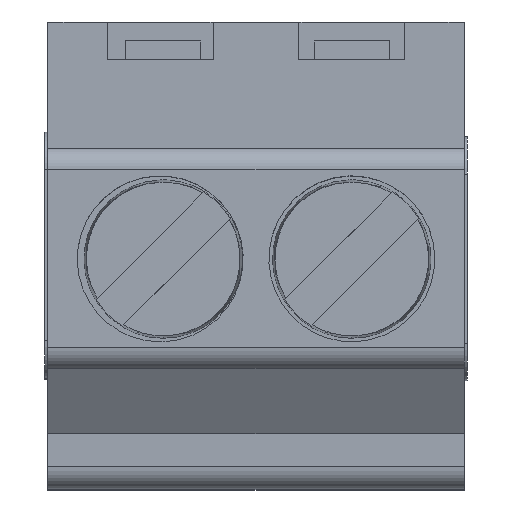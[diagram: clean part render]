
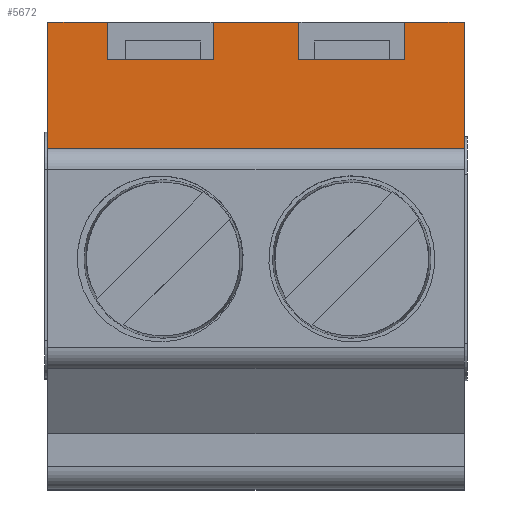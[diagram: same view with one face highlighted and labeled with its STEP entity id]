
A CAD part, top view. The second image highlights one B-rep face of the part: STEP entity #5672.
In plain terms, the highlighted planar face has unit normal (0, 0.951, 0.309).
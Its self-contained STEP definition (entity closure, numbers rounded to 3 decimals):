
#5672=ADVANCED_FACE('',(#13118),#13119,.F.);
#6548=VERTEX_POINT('',#14265);
#6552=VERTEX_POINT('',#14269);
#6554=EDGE_CURVE('',#6552,#6548,#14271,.T.);
#6652=VERTEX_POINT('',#14369);
#6656=VERTEX_POINT('',#14373);
#6658=EDGE_CURVE('',#6652,#6656,#14375,.T.);
#6950=VERTEX_POINT('',#14667);
#6952=EDGE_CURVE('',#6652,#6950,#14669,.T.);
#6974=VERTEX_POINT('',#14691);
#6978=EDGE_CURVE('',#6950,#6974,#14695,.T.);
#7008=VERTEX_POINT('',#14725);
#7012=VERTEX_POINT('',#14729);
#7014=EDGE_CURVE('',#7008,#7012,#14731,.T.);
#7028=VERTEX_POINT('',#14745);
#7030=EDGE_CURVE('',#7008,#7028,#14747,.T.);
#7206=VERTEX_POINT('',#14923);
#7210=EDGE_CURVE('',#7028,#7206,#14927,.T.);
#7638=EDGE_CURVE('',#6974,#7012,#15355,.T.);
#7640=EDGE_CURVE('',#6548,#6656,#15357,.T.);
#7642=VERTEX_POINT('',#15359);
#7646=EDGE_CURVE('',#7206,#7642,#15363,.T.);
#9220=VERTEX_POINT('',#16937);
#9222=EDGE_CURVE('',#7642,#9220,#16939,.T.);
#9224=EDGE_CURVE('',#6552,#9220,#16941,.T.);
#13118=FACE_OUTER_BOUND('',#21595,.T.);
#13119=PLANE('',#21596);
#14265=CARTESIAN_POINT('',(5.48,6.2,3.114));
#14269=CARTESIAN_POINT('',(5.48,4.517,8.293));
#14271=LINE('',#24013,#24014);
#14369=CARTESIAN_POINT('',(4.69,5.7,4.653));
#14373=CARTESIAN_POINT('',(4.69,6.2,3.114));
#14375=LINE('',#24195,#24196);
#14667=CARTESIAN_POINT('',(3.29,5.7,4.653));
#14669=LINE('',#24817,#24818);
#14691=CARTESIAN_POINT('',(3.29,6.2,3.114));
#14695=LINE('',#24861,#24862);
#14725=CARTESIAN_POINT('',(2.15,5.7,4.653));
#14729=CARTESIAN_POINT('',(2.15,6.2,3.114));
#14731=LINE('',#24917,#24918);
#14745=CARTESIAN_POINT('',(0.75,5.7,4.653));
#14747=LINE('',#24943,#24944);
#14923=CARTESIAN_POINT('',(0.75,6.2,3.114));
#14927=LINE('',#25322,#25323);
#15355=LINE('',#26008,#26009);
#15357=LINE('',#26012,#26013);
#15359=CARTESIAN_POINT('',(-0.04,6.2,3.114));
#15363=LINE('',#26022,#26023);
#16937=CARTESIAN_POINT('',(-0.04,4.517,8.293));
#16939=LINE('',#28549,#28550);
#16941=LINE('',#28553,#28554);
#21595=EDGE_LOOP('',(#35228,#35229,#35230,#35231,#35232,#35233,#35234,#35235,#35236,#35237,#35238,#35239));
#21596=AXIS2_PLACEMENT_3D('',#35240,#35241,#35242);
#24013=CARTESIAN_POINT('',(5.48,4.517,8.293));
#24014=VECTOR('',#37571,1.0);
#24195=CARTESIAN_POINT('',(4.69,5.7,4.653));
#24196=VECTOR('',#37615,1.0);
#24817=CARTESIAN_POINT('',(3.99,5.7,4.653));
#24818=VECTOR('',#37725,1.0);
#24861=CARTESIAN_POINT('',(3.29,5.7,4.653));
#24862=VECTOR('',#37734,1.0);
#24917=CARTESIAN_POINT('',(2.15,5.7,4.653));
#24918=VECTOR('',#37749,1.0);
#24943=CARTESIAN_POINT('',(1.45,5.7,4.653));
#24944=VECTOR('',#37754,1.0);
#25322=CARTESIAN_POINT('',(0.75,5.7,4.653));
#25323=VECTOR('',#37811,1.0);
#26008=CARTESIAN_POINT('',(3.29,6.2,3.114));
#26009=VECTOR('',#37921,1.0);
#26012=CARTESIAN_POINT('',(5.48,6.2,3.114));
#26013=VECTOR('',#37922,1.0);
#26022=CARTESIAN_POINT('',(0.75,6.2,3.114));
#26023=VECTOR('',#37924,1.0);
#28549=CARTESIAN_POINT('',(-0.04,6.2,3.114));
#28550=VECTOR('',#38422,1.0);
#28553=CARTESIAN_POINT('',(5.48,4.517,8.293));
#28554=VECTOR('',#38423,1.0);
#35228=ORIENTED_EDGE('',*,*,#9222,.T.);
#35229=ORIENTED_EDGE('',*,*,#9224,.F.);
#35230=ORIENTED_EDGE('',*,*,#6554,.T.);
#35231=ORIENTED_EDGE('',*,*,#7640,.T.);
#35232=ORIENTED_EDGE('',*,*,#6658,.F.);
#35233=ORIENTED_EDGE('',*,*,#6952,.T.);
#35234=ORIENTED_EDGE('',*,*,#6978,.T.);
#35235=ORIENTED_EDGE('',*,*,#7638,.T.);
#35236=ORIENTED_EDGE('',*,*,#7014,.F.);
#35237=ORIENTED_EDGE('',*,*,#7030,.T.);
#35238=ORIENTED_EDGE('',*,*,#7210,.T.);
#35239=ORIENTED_EDGE('',*,*,#7646,.T.);
#35240=CARTESIAN_POINT('',(1.487,6.242,2.985));
#35241=DIRECTION('',(0.0,-0.951,-0.309));
#35242=DIRECTION('',(0.0,0.309,-0.951));
#37571=DIRECTION('',(0.0,0.309,-0.951));
#37615=DIRECTION('',(0.0,0.309,-0.951));
#37725=DIRECTION('',(-1.0,0.0,0.0));
#37734=DIRECTION('',(0.0,0.309,-0.951));
#37749=DIRECTION('',(0.0,0.309,-0.951));
#37754=DIRECTION('',(-1.0,0.0,0.0));
#37811=DIRECTION('',(0.0,0.309,-0.951));
#37921=DIRECTION('',(-1.0,0.0,0.0));
#37922=DIRECTION('',(-1.0,0.0,0.0));
#37924=DIRECTION('',(-1.0,0.0,0.0));
#38422=DIRECTION('',(0.0,-0.309,0.951));
#38423=DIRECTION('',(-1.0,0.0,0.0));
